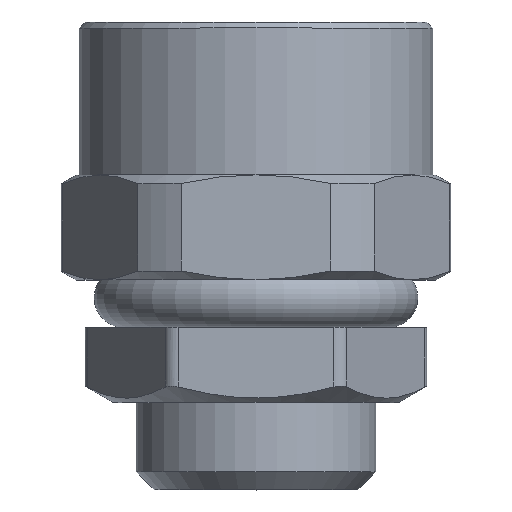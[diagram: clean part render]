
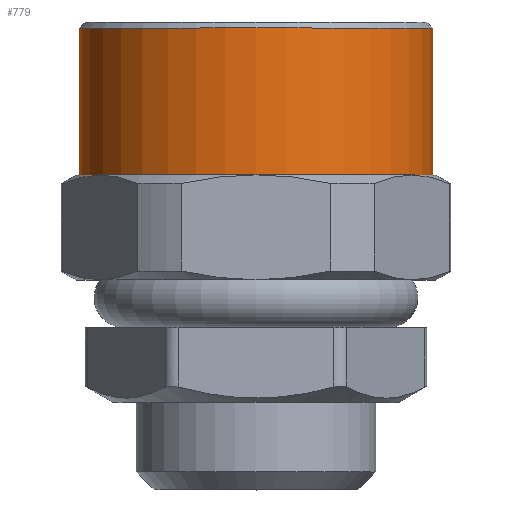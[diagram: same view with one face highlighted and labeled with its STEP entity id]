
A CAD part, top view. The second image highlights one B-rep face of the part: STEP entity #779.
In plain terms, the highlighted cylindrical face has radius 5.9 mm (diameter 11.8 mm), a full revolution.
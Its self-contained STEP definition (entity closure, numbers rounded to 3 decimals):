
#67=LINE('',#1177,#102);
#102=VECTOR('',#961,5.9);
#137=CYLINDRICAL_SURFACE('',#857,5.9);
#156=FACE_OUTER_BOUND('',#205,.T.);
#205=EDGE_LOOP('',(#490,#491,#492,#493,#494));
#262=CIRCLE('',#858,5.9);
#263=CIRCLE('',#859,5.9);
#264=CIRCLE('',#860,5.9);
#304=VERTEX_POINT('',#1173);
#305=VERTEX_POINT('',#1174);
#306=VERTEX_POINT('',#1176);
#376=EDGE_CURVE('',#304,#305,#262,.T.);
#377=EDGE_CURVE('',#304,#306,#67,.T.);
#378=EDGE_CURVE('',#306,#306,#263,.T.);
#379=EDGE_CURVE('',#305,#304,#264,.T.);
#490=ORIENTED_EDGE('',*,*,#376,.F.);
#491=ORIENTED_EDGE('',*,*,#377,.T.);
#492=ORIENTED_EDGE('',*,*,#378,.F.);
#493=ORIENTED_EDGE('',*,*,#377,.F.);
#494=ORIENTED_EDGE('',*,*,#379,.F.);
#779=ADVANCED_FACE('',(#156),#137,.T.);
#857=AXIS2_PLACEMENT_3D('',#1172,#957,#958);
#858=AXIS2_PLACEMENT_3D('',#1175,#959,#960);
#859=AXIS2_PLACEMENT_3D('',#1178,#962,#963);
#860=AXIS2_PLACEMENT_3D('',#1179,#964,#965);
#957=DIRECTION('center_axis',(0.,1.,0.));
#958=DIRECTION('ref_axis',(-1.,0.,0.));
#959=DIRECTION('center_axis',(0.,1.,0.));
#960=DIRECTION('ref_axis',(1.,0.,0.));
#961=DIRECTION('',(0.,-1.,0.));
#962=DIRECTION('center_axis',(0.,-1.,0.));
#963=DIRECTION('ref_axis',(-1.,0.,0.));
#964=DIRECTION('center_axis',(0.,1.,0.));
#965=DIRECTION('ref_axis',(1.,0.,0.));
#1172=CARTESIAN_POINT('Origin',(-8.874,8.888,0.));
#1173=CARTESIAN_POINT('',(-2.974,11.188,0.));
#1174=CARTESIAN_POINT('',(-14.774,11.188,0.));
#1175=CARTESIAN_POINT('Origin',(-8.874,11.188,0.));
#1176=CARTESIAN_POINT('',(-2.974,6.288,0.));
#1177=CARTESIAN_POINT('',(-2.974,8.888,0.));
#1178=CARTESIAN_POINT('Origin',(-8.874,6.288,0.));
#1179=CARTESIAN_POINT('Origin',(-8.874,11.188,0.));
